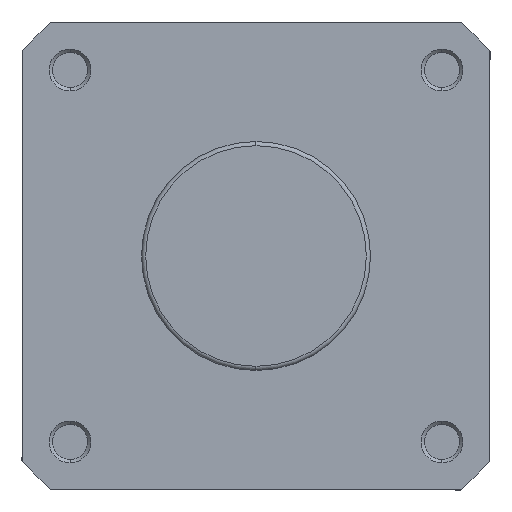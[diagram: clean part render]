
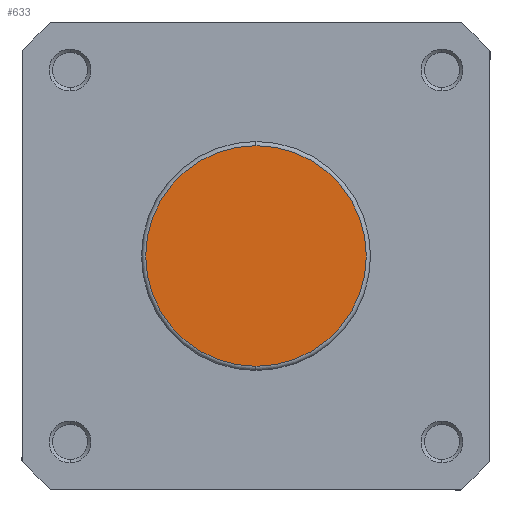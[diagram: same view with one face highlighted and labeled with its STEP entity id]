
A CAD part, left-side view. The second image highlights one B-rep face of the part: STEP entity #633.
In plain terms, the highlighted planar face has unit normal (-1, 0, 0).
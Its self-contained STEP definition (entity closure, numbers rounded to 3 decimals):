
#213 = ORIENTED_EDGE ( 'NONE', *, *, #4358, .T. ) ;
#243 = ORIENTED_EDGE ( 'NONE', *, *, #4188, .T. ) ;
#633 = ADVANCED_FACE ( 'NONE', ( #1230 ), #5081, .F. ) ;
#1230 = FACE_OUTER_BOUND ( 'NONE', #4650, .T. ) ;
#1744 = CIRCLE ( 'NONE', #1938, 26.4 ) ;
#1938 = AXIS2_PLACEMENT_3D ( 'NONE', #6038, #6039, #6040 ) ;
#1993 = AXIS2_PLACEMENT_3D ( 'NONE', #2619, #2628, #2629 ) ;
#2237 = AXIS2_PLACEMENT_3D ( 'NONE', #5084, #5090, #5091 ) ;
#2619 = CARTESIAN_POINT ( 'NONE',  ( 0., 0., 0. ) ) ;
#2628 = DIRECTION ( 'NONE',  ( -1., 0., 0. ) ) ;
#2629 = DIRECTION ( 'NONE',  ( 0., 0., -1. ) ) ;
#3282 = CARTESIAN_POINT ( 'NONE',  ( 0., 0., -26.4 ) ) ;
#3341 = CARTESIAN_POINT ( 'NONE',  ( 0., 0., 26.4 ) ) ;
#3611 = CIRCLE ( 'NONE', #1993, 26.4 ) ;
#4188 = EDGE_CURVE ( 'NONE', #6256, #6326, #1744, .T. ) ;
#4358 = EDGE_CURVE ( 'NONE', #6326, #6256, #3611, .T. ) ;
#4650 = EDGE_LOOP ( 'NONE', ( #243, #213 ) ) ;
#5081 = PLANE ( 'NONE',  #2237 ) ;
#5084 = CARTESIAN_POINT ( 'NONE',  ( 0., 27.4, 0. ) ) ;
#5090 = DIRECTION ( 'NONE',  ( 1., 0., 0. ) ) ;
#5091 = DIRECTION ( 'NONE',  ( 0., 0., -1. ) ) ;
#6038 = CARTESIAN_POINT ( 'NONE',  ( 0., 0., 0. ) ) ;
#6039 = DIRECTION ( 'NONE',  ( -1., 0., 0. ) ) ;
#6040 = DIRECTION ( 'NONE',  ( 0., 0., -1. ) ) ;
#6256 = VERTEX_POINT ( 'NONE', #3282 ) ;
#6326 = VERTEX_POINT ( 'NONE', #3341 ) ;
